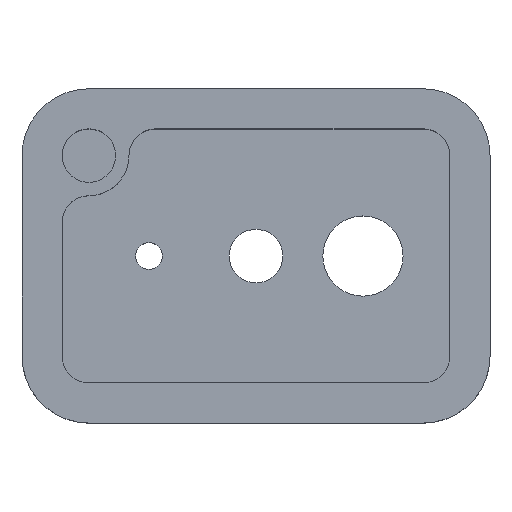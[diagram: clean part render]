
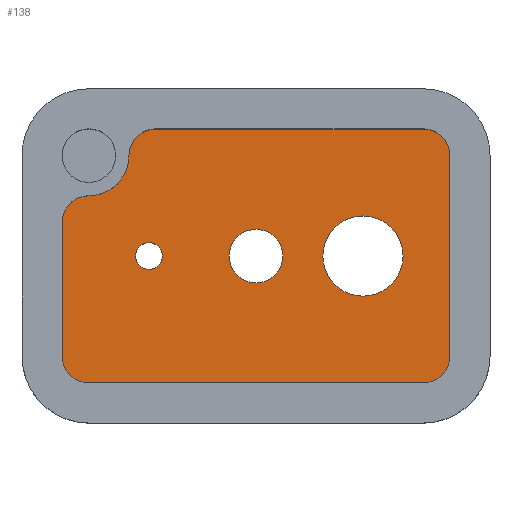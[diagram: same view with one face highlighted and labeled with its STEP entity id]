
A CAD part, top view. The second image highlights one B-rep face of the part: STEP entity #138.
In plain terms, the highlighted planar face has unit normal (0, 0, 1).
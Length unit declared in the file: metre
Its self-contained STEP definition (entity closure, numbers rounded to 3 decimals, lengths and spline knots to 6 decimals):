
#11 = VERTEX_POINT ( 'NONE', #745 ) ;
#22 = DIRECTION ( 'NONE',  ( 0., 0., -1. ) ) ;
#24 = CARTESIAN_POINT ( 'NONE',  ( 0.003, 0.005, 0. ) ) ;
#25 = EDGE_LOOP ( 'NONE', ( #265, #197 ) ) ;
#47 = VERTEX_POINT ( 'NONE', #732 ) ;
#57 = DIRECTION ( 'NONE',  ( -1., 0., 0. ) ) ;
#59 = CARTESIAN_POINT ( 'NONE',  ( 0.0195, 0.0125, 0. ) ) ;
#63 = EDGE_CURVE ( 'NONE', #722, #370, #194, .T. ) ;
#67 = DIRECTION ( 'NONE',  ( 0., 0., 1. ) ) ;
#68 = DIRECTION ( 'NONE',  ( 0., -1., 0. ) ) ;
#72 = FACE_BOUND ( 'NONE', #25, .T. ) ;
#81 = CARTESIAN_POINT ( 'NONE',  ( 0.005, 0.015, 0. ) ) ;
#95 = CARTESIAN_POINT ( 'NONE',  ( 0.005, 0.02, 0. ) ) ;
#101 = AXIS2_PLACEMENT_3D ( 'NONE', #426, #625, #330 ) ;
#113 = VERTEX_POINT ( 'NONE', #283 ) ;
#114 = VERTEX_POINT ( 'NONE', #661 ) ;
#124 = CIRCLE ( 'NONE', #807, 0.003 ) ;
#126 = CARTESIAN_POINT ( 'NONE',  ( 0.0175, 0.0125, 0. ) ) ;
#127 = VECTOR ( 'NONE', #57, 1. ) ;
#138 = ADVANCED_FACE ( 'NONE', ( #72, #962, #884, #199 ), #505, .T. ) ;
#140 = DIRECTION ( 'NONE',  ( 1., 0., 0. ) ) ;
#142 = VERTEX_POINT ( 'NONE', #59 ) ;
#156 = CARTESIAN_POINT ( 'NONE',  ( 0.0285, 0.0125, 0. ) ) ;
#166 = EDGE_CURVE ( 'NONE', #758, #47, #124, .T. ) ;
#194 = LINE ( 'NONE', #826, #456 ) ;
#196 = ORIENTED_EDGE ( 'NONE', *, *, #577, .T. ) ;
#197 = ORIENTED_EDGE ( 'NONE', *, *, #765, .F. ) ;
#199 = FACE_OUTER_BOUND ( 'NONE', #207, .T. ) ;
#206 = CIRCLE ( 'NONE', #380, 0.002 ) ;
#207 = EDGE_LOOP ( 'NONE', ( #270, #865, #827, #902, #212, #196, #794, #886, #833, #367 ) ) ;
#212 = ORIENTED_EDGE ( 'NONE', *, *, #63, .T. ) ;
#232 = DIRECTION ( 'NONE',  ( 1., 0., 0. ) ) ;
#235 = CIRCLE ( 'NONE', #449, 0.002 ) ;
#237 = CARTESIAN_POINT ( 'NONE',  ( 0.0155, 0.0125, 0. ) ) ;
#238 = DIRECTION ( 'NONE',  ( 0., 0., 1. ) ) ;
#247 = AXIS2_PLACEMENT_3D ( 'NONE', #809, #67, #669 ) ;
#260 = VERTEX_POINT ( 'NONE', #237 ) ;
#261 = AXIS2_PLACEMENT_3D ( 'NONE', #95, #22, #393 ) ;
#265 = ORIENTED_EDGE ( 'NONE', *, *, #795, .F. ) ;
#266 = AXIS2_PLACEMENT_3D ( 'NONE', #473, #863, #928 ) ;
#270 = ORIENTED_EDGE ( 'NONE', *, *, #589, .T. ) ;
#271 = CARTESIAN_POINT ( 'NONE',  ( 0.032, 0.005, 0. ) ) ;
#274 = DIRECTION ( 'NONE',  ( 1., 0., 0. ) ) ;
#283 = CARTESIAN_POINT ( 'NONE',  ( 0.01, 0.022, 0. ) ) ;
#285 = DIRECTION ( 'NONE',  ( 0., 0., 1. ) ) ;
#289 = DIRECTION ( 'NONE',  ( 0., 0., 1. ) ) ;
#312 = CARTESIAN_POINT ( 'NONE',  ( 0.0175, 0.0125, 0. ) ) ;
#314 = CIRCLE ( 'NONE', #831, 0.001 ) ;
#320 = ORIENTED_EDGE ( 'NONE', *, *, #683, .F. ) ;
#325 = CARTESIAN_POINT ( 'NONE',  ( 0.0095, 0.0125, 0. ) ) ;
#328 = CARTESIAN_POINT ( 'NONE',  ( 0.032, 0.0125, 0. ) ) ;
#330 = DIRECTION ( 'NONE',  ( 1., 0., 0. ) ) ;
#361 = LINE ( 'NONE', #828, #510 ) ;
#363 = EDGE_LOOP ( 'NONE', ( #847, #320 ) ) ;
#367 = ORIENTED_EDGE ( 'NONE', *, *, #405, .T. ) ;
#368 = CARTESIAN_POINT ( 'NONE',  ( 0.0095, 0.0125, 0. ) ) ;
#370 = VERTEX_POINT ( 'NONE', #24 ) ;
#377 = CARTESIAN_POINT ( 'NONE',  ( 0.0255, 0.0125, 0. ) ) ;
#380 = AXIS2_PLACEMENT_3D ( 'NONE', #905, #518, #747 ) ;
#382 = EDGE_CURVE ( 'NONE', #114, #641, #314, .T. ) ;
#385 = DIRECTION ( 'NONE',  ( 0., 0., 1. ) ) ;
#386 = DIRECTION ( 'NONE',  ( 0., 0., 1. ) ) ;
#389 = VECTOR ( 'NONE', #867, 1. ) ;
#393 = DIRECTION ( 'NONE',  ( 1., 0., 0. ) ) ;
#405 = EDGE_CURVE ( 'NONE', #612, #738, #572, .T. ) ;
#411 = CIRCLE ( 'NONE', #970, 0.002 ) ;
#426 = CARTESIAN_POINT ( 'NONE',  ( 0.03, 0.005, 0. ) ) ;
#431 = CARTESIAN_POINT ( 'NONE',  ( 0.0175, 0.022, 0. ) ) ;
#449 = AXIS2_PLACEMENT_3D ( 'NONE', #839, #289, #908 ) ;
#456 = VECTOR ( 'NONE', #68, 1. ) ;
#473 = CARTESIAN_POINT ( 'NONE',  ( 0.03, 0.02, 0. ) ) ;
#476 = EDGE_CURVE ( 'NONE', #520, #639, #529, .T. ) ;
#482 = LINE ( 'NONE', #328, #389 ) ;
#505 = PLANE ( 'NONE',  #756 ) ;
#508 = ORIENTED_EDGE ( 'NONE', *, *, #382, .F. ) ;
#510 = VECTOR ( 'NONE', #140, 1. ) ;
#518 = DIRECTION ( 'NONE',  ( 0., 0., 1. ) ) ;
#520 = VERTEX_POINT ( 'NONE', #786 ) ;
#529 = CIRCLE ( 'NONE', #101, 0.002 ) ;
#534 = VERTEX_POINT ( 'NONE', #731 ) ;
#536 = CARTESIAN_POINT ( 'NONE',  ( 0.0255, 0.0125, 0. ) ) ;
#538 = AXIS2_PLACEMENT_3D ( 'NONE', #81, #385, #543 ) ;
#543 = DIRECTION ( 'NONE',  ( 1., 0., 0. ) ) ;
#544 = DIRECTION ( 'NONE',  ( 1., 0., 0. ) ) ;
#552 = CIRCLE ( 'NONE', #247, 0.002 ) ;
#572 = CIRCLE ( 'NONE', #266, 0.002 ) ;
#577 = EDGE_CURVE ( 'NONE', #370, #11, #552, .T. ) ;
#578 = EDGE_CURVE ( 'NONE', #11, #520, #361, .T. ) ;
#589 = EDGE_CURVE ( 'NONE', #738, #113, #820, .T. ) ;
#590 = CIRCLE ( 'NONE', #716, 0.003 ) ;
#597 = DIRECTION ( 'NONE',  ( 1., 0., 0. ) ) ;
#612 = VERTEX_POINT ( 'NONE', #735 ) ;
#619 = EDGE_CURVE ( 'NONE', #113, #534, #206, .T. ) ;
#623 = EDGE_CURVE ( 'NONE', #641, #114, #814, .T. ) ;
#625 = DIRECTION ( 'NONE',  ( 0., 0., 1. ) ) ;
#639 = VERTEX_POINT ( 'NONE', #271 ) ;
#641 = VERTEX_POINT ( 'NONE', #816 ) ;
#661 = CARTESIAN_POINT ( 'NONE',  ( 0.0085, 0.0125, 0. ) ) ;
#668 = CARTESIAN_POINT ( 'NONE',  ( 0.005, 0.017, 0. ) ) ;
#669 = DIRECTION ( 'NONE',  ( 1., 0., 0. ) ) ;
#683 = EDGE_CURVE ( 'NONE', #47, #758, #590, .T. ) ;
#716 = AXIS2_PLACEMENT_3D ( 'NONE', #377, #849, #232 ) ;
#717 = AXIS2_PLACEMENT_3D ( 'NONE', #368, #285, #597 ) ;
#722 = VERTEX_POINT ( 'NONE', #770 ) ;
#731 = CARTESIAN_POINT ( 'NONE',  ( 0.008, 0.02, 0. ) ) ;
#732 = CARTESIAN_POINT ( 'NONE',  ( 0.0225, 0.0125, 0. ) ) ;
#735 = CARTESIAN_POINT ( 'NONE',  ( 0.032, 0.02, 0. ) ) ;
#737 = DIRECTION ( 'NONE',  ( 0., 0., 1. ) ) ;
#738 = VERTEX_POINT ( 'NONE', #922 ) ;
#745 = CARTESIAN_POINT ( 'NONE',  ( 0.005, 0.003, 0. ) ) ;
#747 = DIRECTION ( 'NONE',  ( 1., 0., 0. ) ) ;
#756 = AXIS2_PLACEMENT_3D ( 'NONE', #126, #737, #274 ) ;
#758 = VERTEX_POINT ( 'NONE', #156 ) ;
#765 = EDGE_CURVE ( 'NONE', #260, #142, #411, .T. ) ;
#767 = EDGE_CURVE ( 'NONE', #979, #722, #877, .T. ) ;
#768 = DIRECTION ( 'NONE',  ( 1., 0., 0. ) ) ;
#770 = CARTESIAN_POINT ( 'NONE',  ( 0.003, 0.015, 0. ) ) ;
#786 = CARTESIAN_POINT ( 'NONE',  ( 0.03, 0.003, 0. ) ) ;
#794 = ORIENTED_EDGE ( 'NONE', *, *, #578, .T. ) ;
#795 = EDGE_CURVE ( 'NONE', #142, #260, #235, .T. ) ;
#807 = AXIS2_PLACEMENT_3D ( 'NONE', #536, #386, #768 ) ;
#809 = CARTESIAN_POINT ( 'NONE',  ( 0.005, 0.005, 0. ) ) ;
#814 = CIRCLE ( 'NONE', #717, 0.001 ) ;
#816 = CARTESIAN_POINT ( 'NONE',  ( 0.0105, 0.0125, 0. ) ) ;
#820 = LINE ( 'NONE', #431, #127 ) ;
#823 = ORIENTED_EDGE ( 'NONE', *, *, #623, .F. ) ;
#825 = CIRCLE ( 'NONE', #261, 0.003 ) ;
#826 = CARTESIAN_POINT ( 'NONE',  ( 0.003, 0.0125, 0. ) ) ;
#827 = ORIENTED_EDGE ( 'NONE', *, *, #841, .T. ) ;
#828 = CARTESIAN_POINT ( 'NONE',  ( 0.0175, 0.003, 0. ) ) ;
#831 = AXIS2_PLACEMENT_3D ( 'NONE', #325, #869, #544 ) ;
#833 = ORIENTED_EDGE ( 'NONE', *, *, #848, .T. ) ;
#835 = DIRECTION ( 'NONE',  ( 1., 0., 0. ) ) ;
#839 = CARTESIAN_POINT ( 'NONE',  ( 0.0175, 0.0125, 0. ) ) ;
#841 = EDGE_CURVE ( 'NONE', #534, #979, #825, .T. ) ;
#847 = ORIENTED_EDGE ( 'NONE', *, *, #166, .F. ) ;
#848 = EDGE_CURVE ( 'NONE', #639, #612, #482, .T. ) ;
#849 = DIRECTION ( 'NONE',  ( 0., 0., 1. ) ) ;
#863 = DIRECTION ( 'NONE',  ( 0., 0., 1. ) ) ;
#865 = ORIENTED_EDGE ( 'NONE', *, *, #619, .T. ) ;
#867 = DIRECTION ( 'NONE',  ( 0., 1., 0. ) ) ;
#869 = DIRECTION ( 'NONE',  ( 0., 0., 1. ) ) ;
#877 = CIRCLE ( 'NONE', #538, 0.002 ) ;
#884 = FACE_BOUND ( 'NONE', #363, .T. ) ;
#886 = ORIENTED_EDGE ( 'NONE', *, *, #476, .T. ) ;
#902 = ORIENTED_EDGE ( 'NONE', *, *, #767, .T. ) ;
#905 = CARTESIAN_POINT ( 'NONE',  ( 0.01, 0.02, 0. ) ) ;
#908 = DIRECTION ( 'NONE',  ( 1., 0., 0. ) ) ;
#922 = CARTESIAN_POINT ( 'NONE',  ( 0.03, 0.022, 0. ) ) ;
#928 = DIRECTION ( 'NONE',  ( 1., 0., 0. ) ) ;
#944 = EDGE_LOOP ( 'NONE', ( #823, #508 ) ) ;
#962 = FACE_BOUND ( 'NONE', #944, .T. ) ;
#970 = AXIS2_PLACEMENT_3D ( 'NONE', #312, #238, #835 ) ;
#979 = VERTEX_POINT ( 'NONE', #668 ) ;
